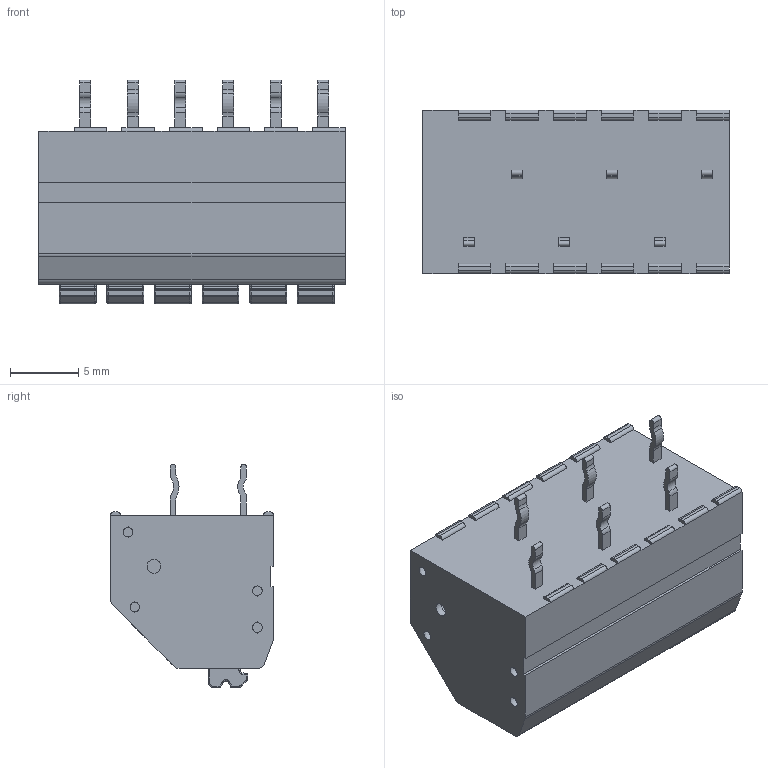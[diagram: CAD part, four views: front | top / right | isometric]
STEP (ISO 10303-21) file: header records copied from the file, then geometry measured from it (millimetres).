
FILE_DESCRIPTION((''),'2;1');
FILE_NAME('C-1-2834011-6','2017-02-24T',('workeradm'),('Tyco Electronics Ltd.'),'CREO PARAMETRIC BY PTC INC, 2016050','CREO PARAMETRIC BY PTC INC, 2016050','');
FILE_SCHEMA(('AUTOMOTIVE_DESIGN { 1 0 10303 214 1 1 1 1 }'));
Length unit declared in the file: millimetre
Products named in the file (1): C-1-2834011-6
Bounding box: 22.5 x 12 x 16.43 mm (x, y, z)
Volume: 2553.6 mm3; surface area: 1858.1 mm2
Topology: 1 solids, 1 shells, 775 faces, 1987 edges, 1219 vertices
Faces by surface type: plane 323, cylinder 310, torus 68, sphere 44, bspline 30
Entity records: 24091 total; most frequent: CARTESIAN_POINT 4724, DIRECTION 4220, ORIENTED_EDGE 3974, EDGE_CURVE 1987, AXIS2_PLACEMENT_3D 1526, VERTEX_POINT 1219, VECTOR 1168, LINE 1168
